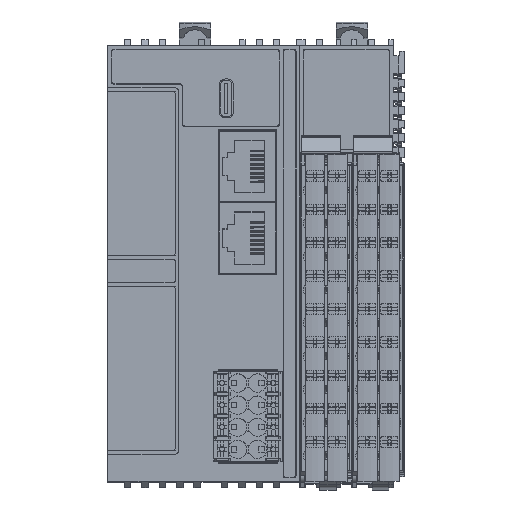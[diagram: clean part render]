
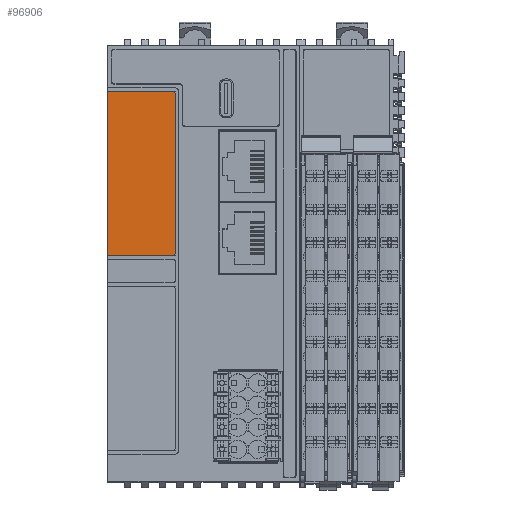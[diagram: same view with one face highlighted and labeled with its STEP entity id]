
A CAD part, top view. The second image highlights one B-rep face of the part: STEP entity #96906.
In plain terms, the highlighted planar face has unit normal (0, 0, 1).
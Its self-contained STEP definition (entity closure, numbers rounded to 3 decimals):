
#21913=CARTESIAN_POINT('',(-35.2,38.95,80.));
#21914=DIRECTION('',(0.,0.,1.));
#21915=DIRECTION('',(1.,0.,0.));
#21916=AXIS2_PLACEMENT_3D('',#21913,#21914,#21915);
#21918=DIRECTION('',(0.,-1.,0.));
#21919=VECTOR('',#21918,36.5);
#21920=CARTESIAN_POINT('',(-34.55,38.95,80.));
#21921=LINE('',#21920,#21919);
#21922=CARTESIAN_POINT('',(-35.2,2.45,80.));
#21923=DIRECTION('',(0.,0.,1.));
#21924=DIRECTION('',(0.639,-0.769,0.));
#21925=AXIS2_PLACEMENT_3D('',#21922,#21923,#21924);
#21927=DIRECTION('',(1.,0.,0.));
#21928=VECTOR('',#21927,15.215);
#21929=CARTESIAN_POINT('',(-50.,1.95,80.));
#21930=LINE('',#21929,#21928);
#21931=DIRECTION('',(1.,0.,0.));
#21932=VECTOR('',#21931,15.215);
#21933=CARTESIAN_POINT('',(-50.,39.45,80.));
#21934=LINE('',#21933,#21932);
#27661=DIRECTION('',(0.,1.,0.));
#27662=VECTOR('',#27661,37.5);
#27663=CARTESIAN_POINT('',(-50.,1.95,80.));
#27664=LINE('',#27663,#27662);
#57537=CARTESIAN_POINT('',(-50.,1.95,80.));
#57539=VERTEX_POINT('',#57537);
#57543=CARTESIAN_POINT('',(-50.,39.45,80.));
#57544=VERTEX_POINT('',#57543);
#71205=CARTESIAN_POINT('',(-34.55,38.95,80.));
#71206=CARTESIAN_POINT('',(-34.785,39.45,80.));
#71207=VERTEX_POINT('',#71205);
#71208=VERTEX_POINT('',#71206);
#71209=CARTESIAN_POINT('',(-34.55,2.45,80.));
#71210=VERTEX_POINT('',#71209);
#71211=CARTESIAN_POINT('',(-34.785,1.95,80.));
#71212=VERTEX_POINT('',#71211);
#96887=CARTESIAN_POINT('',(-50.,-50.,80.));
#96888=DIRECTION('',(0.,0.,1.));
#96889=DIRECTION('',(0.,1.,0.));
#96890=AXIS2_PLACEMENT_3D('',#96887,#96888,#96889);
#96891=PLANE('',#96890);
#96893=ORIENTED_EDGE('',*,*,#96892,.F.);
#96895=ORIENTED_EDGE('',*,*,#96894,.T.);
#96897=ORIENTED_EDGE('',*,*,#96896,.F.);
#96899=ORIENTED_EDGE('',*,*,#96898,.F.);
#96901=ORIENTED_EDGE('',*,*,#96900,.T.);
#96903=ORIENTED_EDGE('',*,*,#96902,.T.);
#96904=EDGE_LOOP('',(#96893,#96895,#96897,#96899,#96901,#96903));
#96905=FACE_OUTER_BOUND('',#96904,.F.);
#96906=ADVANCED_FACE('',(#96905),#96891,.T.);
#21917=CIRCLE('',#21916,0.65);
#21926=CIRCLE('',#21925,0.65);
#96892=EDGE_CURVE('',#71207,#71208,#21917,.T.);
#96894=EDGE_CURVE('',#71207,#71210,#21921,.T.);
#96896=EDGE_CURVE('',#71212,#71210,#21926,.T.);
#96898=EDGE_CURVE('',#57539,#71212,#21930,.T.);
#96900=EDGE_CURVE('',#57539,#57544,#27664,.T.);
#96902=EDGE_CURVE('',#57544,#71208,#21934,.T.);
